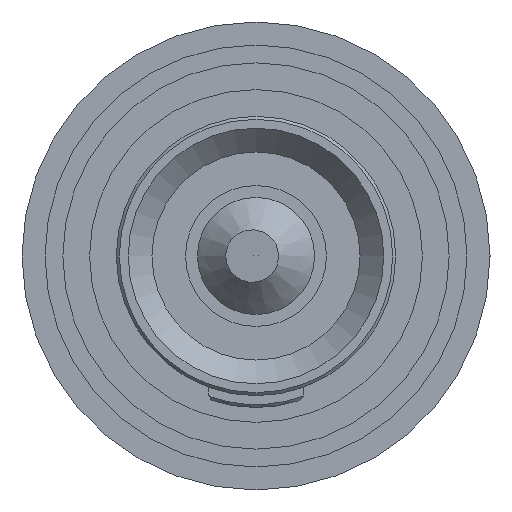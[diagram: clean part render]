
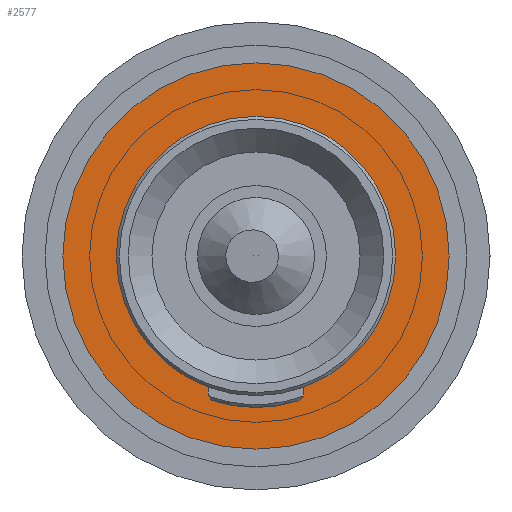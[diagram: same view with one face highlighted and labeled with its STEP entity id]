
A CAD part, left-side view. The second image highlights one B-rep face of the part: STEP entity #2577.
In plain terms, the highlighted face is planar.
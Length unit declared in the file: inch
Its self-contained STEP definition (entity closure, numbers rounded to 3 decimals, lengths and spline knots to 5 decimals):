
#38 = EDGE_CURVE ( 'NONE', #5488, #5488, #6581, .T. ) ;
#556 = CARTESIAN_POINT ( 'NONE',  ( 0., 0., 19.96204 ) ) ;
#580 = CARTESIAN_POINT ( 'NONE',  ( 0., 0., 19.96204 ) ) ;
#732 = PLANE ( 'NONE',  #2839 ) ;
#823 = DIRECTION ( 'NONE',  ( 0., -1., 0. ) ) ;
#1129 = DIRECTION ( 'NONE',  ( 0., 0., 1. ) ) ;
#1435 = AXIS2_PLACEMENT_3D ( 'NONE', #556, #1129, #2391 ) ;
#1538 = EDGE_LOOP ( 'NONE', ( #2068 ) ) ;
#1843 = DIRECTION ( 'NONE',  ( 0., 1., 0. ) ) ;
#1985 = FACE_OUTER_BOUND ( 'NONE', #1538, .T. ) ;
#2006 = CARTESIAN_POINT ( 'NONE',  ( 0., 0.1, 19.96204 ) ) ;
#2068 = ORIENTED_EDGE ( 'NONE', *, *, #2482, .T. ) ;
#2073 = CARTESIAN_POINT ( 'NONE',  ( -0.1, 0., 19.96204 ) ) ;
#2135 = CARTESIAN_POINT ( 'NONE',  ( 0., 0.1625, 19.96204 ) ) ;
#2391 = DIRECTION ( 'NONE',  ( 0., 1., 0. ) ) ;
#2482 = EDGE_CURVE ( 'NONE', #7394, #7394, #5901, .T. ) ;
#2577 = ADVANCED_FACE ( 'NONE', ( #7211, #1985 ), #732, .F. ) ;
#2662 = AXIS2_PLACEMENT_3D ( 'NONE', #580, #7125, #1843 ) ;
#2839 = AXIS2_PLACEMENT_3D ( 'NONE', #2073, #5554, #823 ) ;
#2852 = EDGE_LOOP ( 'NONE', ( #3746 ) ) ;
#3746 = ORIENTED_EDGE ( 'NONE', *, *, #38, .F. ) ;
#5488 = VERTEX_POINT ( 'NONE', #2006 ) ;
#5554 = DIRECTION ( 'NONE',  ( 0., 0., -1. ) ) ;
#5901 = CIRCLE ( 'NONE', #1435, 0.1625 ) ;
#6581 = CIRCLE ( 'NONE', #2662, 0.1 ) ;
#7125 = DIRECTION ( 'NONE',  ( 0., 0., 1. ) ) ;
#7211 = FACE_BOUND ( 'NONE', #2852, .T. ) ;
#7394 = VERTEX_POINT ( 'NONE', #2135 ) ;
